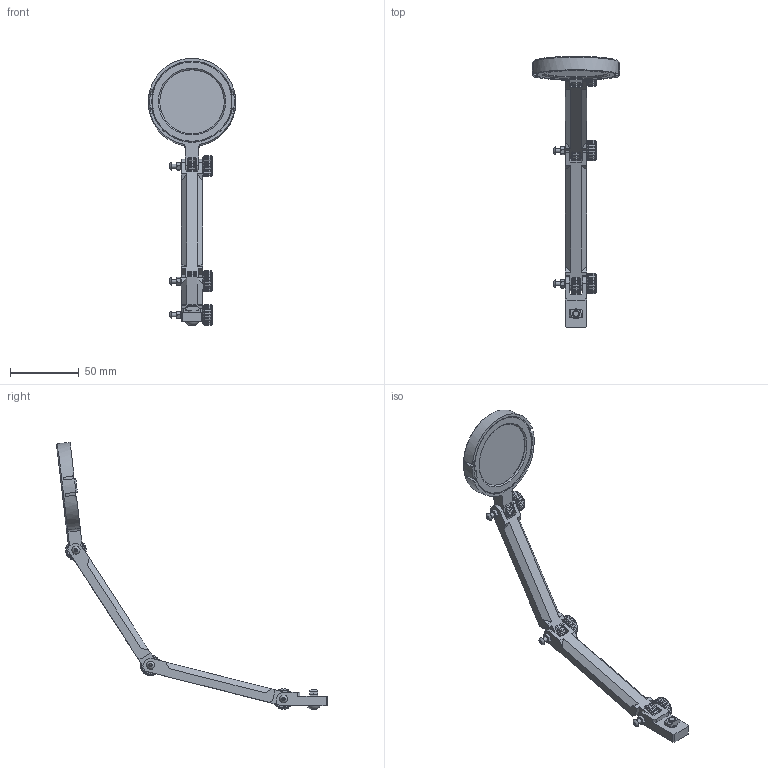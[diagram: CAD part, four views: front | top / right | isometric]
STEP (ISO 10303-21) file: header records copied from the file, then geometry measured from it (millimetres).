
FILE_DESCRIPTION(('FreeCAD Model'),'2;1');
FILE_NAME('Open CASCADE Shape Model','2025-12-29T01:40:07',(''),(''), 'Open CASCADE STEP processor 7.8','FreeCAD','Unknown');
FILE_SCHEMA(('AUTOMOTIVE_DESIGN { 1 0 10303 214 1 1 1 1 }'));
Length unit declared in the file: millimetre
Products named in the file (18): modular-task-light; lamp-led; Knurling-Nut-Asm; Fasteners-Knurling-Nut; 2020-Support-Asm; Fasteners-Support
Assembly tree (21 placements, depth 4):
  modular-task-light
    modular-task-light
      lamp-led
      lamp-led
      lamp-led
    modular-task-light
    modular-task-light  x2
    modular-task-light  x3
      Knurling-Nut-Asm
      Knurling-Nut-Asm
      Knurling-Nut-Asm
        Fasteners-Knurling-Nut
        Fasteners-Knurling-Nut  x2
    modular-task-light
      2020-Support-Asm
      2020-Support-Asm
        Fasteners-Support
        Fasteners-Support
Bounding box: 63.59 x 197.4 x 194.76 mm (x, y, z)
Volume: 63149.5 mm3; surface area: 40542 mm2
Topology: 24 solids, 24 shells, 1216 faces, 2806 edges, 1646 vertices
Faces by surface type: plane 591, cone 397, cylinder 210, bspline 10, sphere 4, torus 4
Full cylindrical faces by diameter (mm): 2.574 x6, 2.935 x6, 2.95 x1, 3.4 x15, 3.9 x2, 4.259 x1, 4.5 x1, 4.925 x1, 5.4 x1, 47 x1, 50 x1, 59.2 x1
Entity records: 16331 total; most frequent: CARTESIAN_POINT 3632, DIRECTION 2795, ORIENTED_EDGE 2464, EDGE_CURVE 1232, AXIS2_PLACEMENT_3D 1089, VERTEX_POINT 746, LINE 617, VECTOR 617
